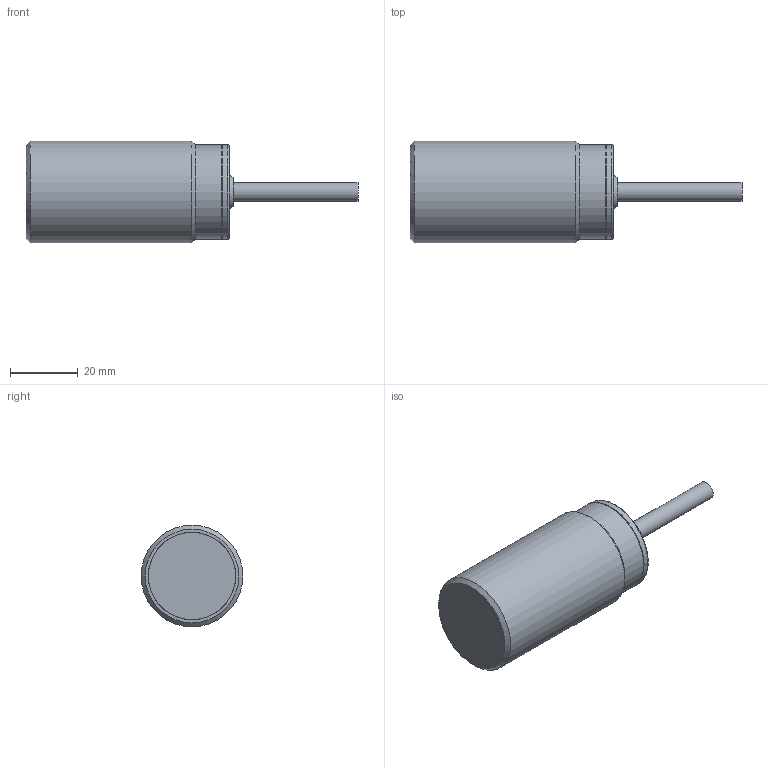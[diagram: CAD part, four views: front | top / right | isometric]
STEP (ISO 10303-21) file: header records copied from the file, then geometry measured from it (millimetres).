
FILE_DESCRIPTION( ( 'Unknown' ), '1' );
FILE_NAME( 'AT1_1A_fig.stp', 'Unknown', ( 'Unknown' ), ( 'Unknown' ), 'PSStep 16.0.42', 'Unknown', ' ' );
FILE_SCHEMA( ( 'AUTOMOTIVE_DESIGN { 1 0 10303 214 1 1 1 1 }' ) );
Length unit declared in the file: millimetre
Products named in the file (5): Assem1; -oa0
Assembly tree (4 placements, depth 2):
  Assem1
    -oa0
    -oa0
    -oa0
    -oa0
Bounding box: 98 x 30 x 30 mm (x, y, z)
Volume: 38507 mm3; surface area: 9748.1 mm2
Topology: 1 solids, 11 shells, 19 faces, 40 edges, 29 vertices
Faces by surface type: plane 8, cylinder 6, cone 4, torus 1
Full cylindrical faces by diameter (mm): 5.5 x1, 25.75 x1, 25.8 x1, 27.8 x2, 30 x1
Entity records: 529 total; most frequent: DIRECTION 100, CARTESIAN_POINT 76, AXIS2_PLACEMENT_3D 50, EDGE_LOOP 34, ORIENTED_EDGE 34, EDGE_CURVE 26, VERTEX_POINT 26, CIRCLE 26
